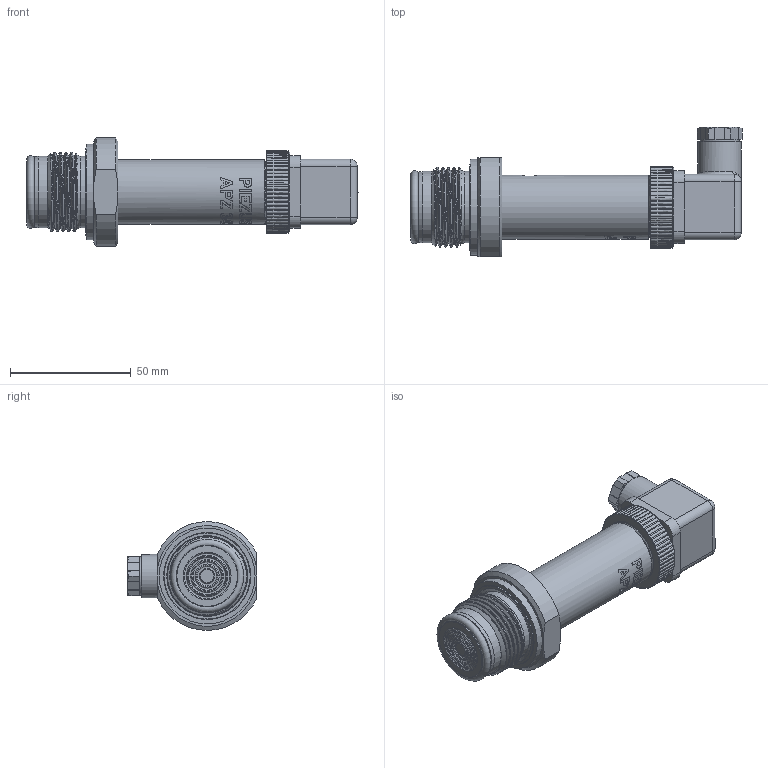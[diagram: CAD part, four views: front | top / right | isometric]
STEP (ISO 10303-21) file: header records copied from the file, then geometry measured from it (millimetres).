
FILE_DESCRIPTION(/* description */ (''),/* implementation_level */ '2;1');
FILE_NAME(/* name */ 'APZ3420s_G1-solidflush_DIN43650A.step',/* time_stamp */ '2022-11-16T17:39:12+03:00',/* author */ (''),/* organization */ (''),/* preprocessor_version */ 'ST-DEVELOPER v19.2',/* originating_system */ 'Autodesk Translation Framework v11.17.0.187',/* authorisation */ '');
FILE_SCHEMA (('AUTOMOTIVE_DESIGN { 1 0 10303 214 3 1 1 }'));
Products named in the file (5): (Unsaved); Nut M27x1.5; DIN 43650A female; DIN 43650A male;  G1_EHEDG
Assembly tree (4 placements, depth 2):
  (Unsaved)
    Nut M27x1.5
    DIN 43650A female
    DIN 43650A male
     G1_EHEDG
Bounding box: 137.25 x 53.52 x 45 mm (x, y, z)
Volume: 102532.7 mm3; surface area: 29032.7 mm2
Topology: 6 solids, 6 shells, 1390 faces, 3823 edges, 2546 vertices
Faces by surface type: plane 601, bspline 527, cylinder 201, torus 31, cone 24, sphere 6
Full cylindrical faces by diameter (mm): 1.6 x4, 1.65 x4, 2 x1, 2.2 x1, 2.537 x16, 2.579 x1, 3.2 x1, 5 x1, 6 x1, 7.8 x1, 8 x1, 10 x1, 16 x1, 18 x1, 21 x1, 21.4 x2, 22 x1, 22.5 x1, 24.4 x1, 25.132 x4, 25.437 x1, 25.526 x4, 26.5 x5, 27.208 x5, 29.5 x1, 29.6 x1, 30.291 x4, 30.4 x1, 35.6 x2, 39.6 x1
Entity records: 80196 total; most frequent: CARTESIAN_POINT 47747, ORIENTED_EDGE 7642, DIRECTION 4982, EDGE_CURVE 3821, VERTEX_POINT 2546, LINE 1992, VECTOR 1992, EDGE_LOOP 1515
